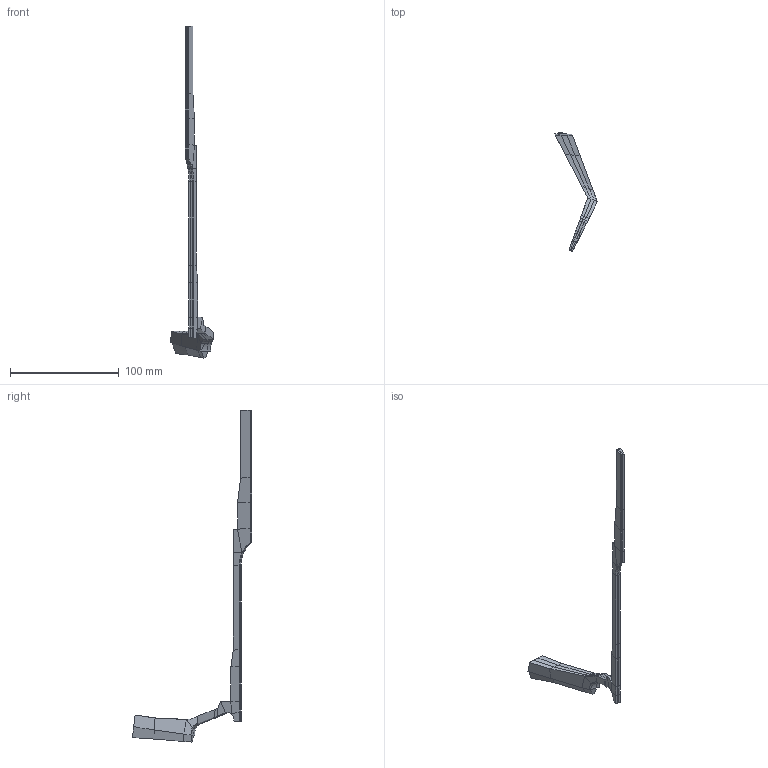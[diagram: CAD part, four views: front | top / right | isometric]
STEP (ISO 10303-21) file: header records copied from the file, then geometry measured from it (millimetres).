
FILE_DESCRIPTION(('STEP AP214'),'1');
FILE_NAME('bevel_gear_solid.stp','2017-04-23T00:40:12',(' '),(' '),'Spatial InterOp 3D',' ',' ');
FILE_SCHEMA(('AUTOMOTIVE_DESIGN { 1 0 10303 214 1 1 1 1 }'));
Length unit declared in the file: metre
Products named in the file (2): bevel_gear_solid; Component1
Assembly tree (1 placements, depth 2):
  bevel_gear_solid
    Component1
Bounding box: 39.24 x 109.65 x 305.32 mm (x, y, z)
Volume: 23026.5 mm3; surface area: 12672.8 mm2
Topology: 1 solids, 1 shells, 166 faces, 347 edges, 183 vertices
Faces by surface type: bspline 166
Entity records: 5921 total; most frequent: CARTESIAN_POINT 1741, ORIENTED_EDGE 694, DIRECTION 370, EDGE_CURVE 347, VERTEX_POINT 183, LINE 182, VECTOR 182, STYLED_ITEM 167
